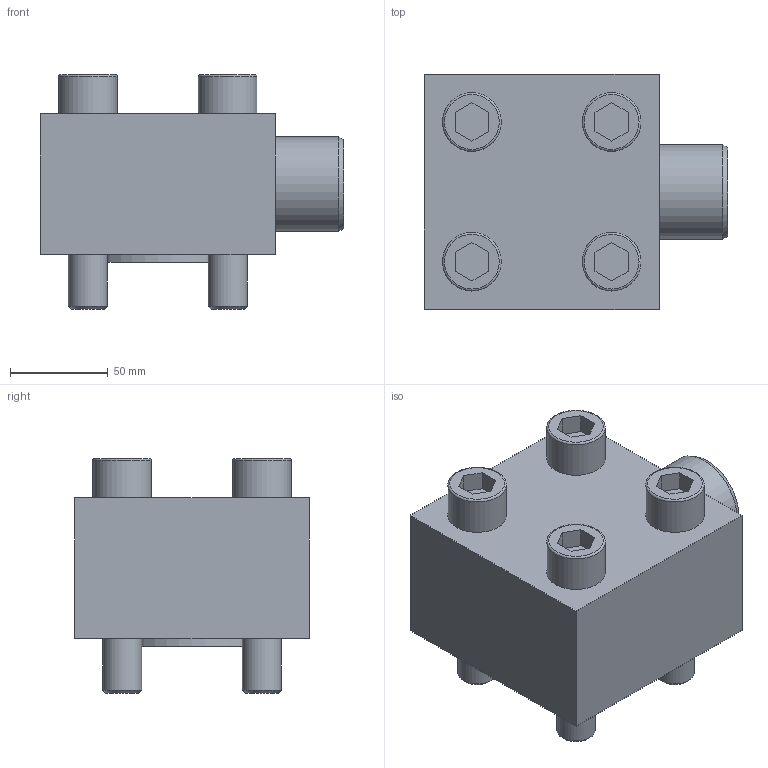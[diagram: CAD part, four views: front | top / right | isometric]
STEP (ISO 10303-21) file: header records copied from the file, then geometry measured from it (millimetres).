
FILE_DESCRIPTION(/* description */ ('STEP AP203'),/* implementation_level */ '2;1');
FILE_NAME(/* name */ 'Elbow Flange WFA 25-6-48.3x10-01',/* time_stamp */ '2025-01-07T12:05:10+01:00',/* author */ ('License CC BY-ND 4.0'),/* organization */ ('CADENAS'),/* preprocessor_version */ 'ST-DEVELOPER v19.3',/* originating_system */ 'PARTsolutions',/* authorisation */ ' ');
FILE_SCHEMA (('CONFIG_CONTROL_DESIGN'));
Length unit declared in the file: millimetre
Products named in the file (1): Winkelflansch WFA 25-6-48.3x10-01
Bounding box: 155 x 120 x 120 mm (x, y, z)
Volume: 1114626.6 mm3; surface area: 97985.6 mm2
Topology: 1 solids, 3 shells, 76 faces, 168 edges, 110 vertices
Faces by surface type: plane 47, cylinder 16, torus 7, cone 5, sphere 1
Full cylindrical faces by diameter (mm): 20 x4, 28.5 x2, 30 x4, 37.69 x2, 44.75 x2, 48.3 x1, 76 x1
Entity records: 1882 total; most frequent: DIRECTION 326, CARTESIAN_POINT 304, ORIENTED_EDGE 256, EDGE_CURVE 128, EDGE_LOOP 123, FACE_BOUND 123, AXIS2_PLACEMENT_3D 121, VERTEX_POINT 99
